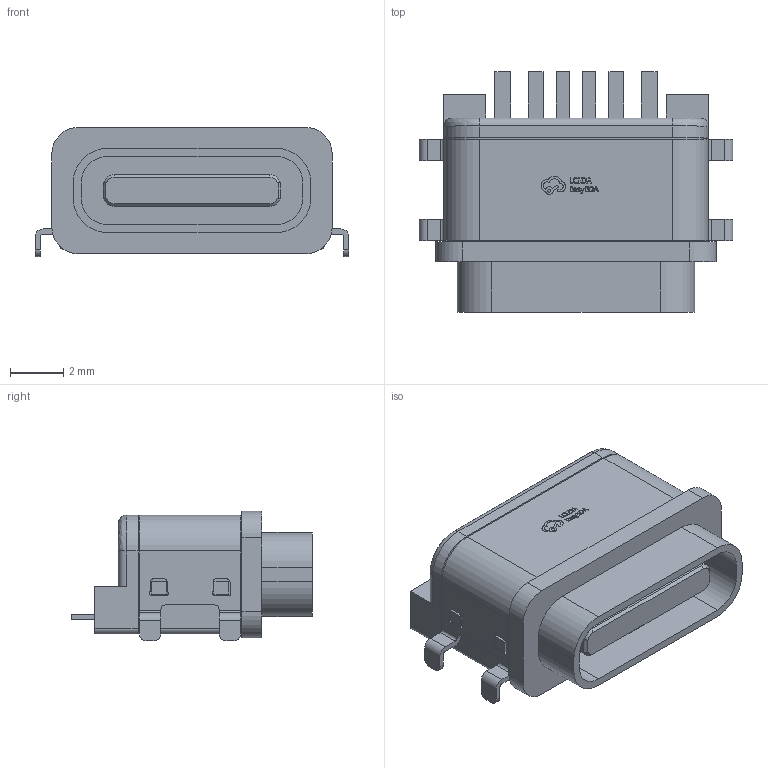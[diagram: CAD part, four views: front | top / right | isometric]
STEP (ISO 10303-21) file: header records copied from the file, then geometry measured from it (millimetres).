
FILE_DESCRIPTION (( 'STEP AP214' ), '1' );
FILE_NAME ('TYPE-C-SMD_XKB_U262-061N-4BF711.step', '2022-07-29T08:51:30', ( '' ), ( '' ), 'SwSTEP 2.0', 'SolidWorks 2020', '' );
FILE_SCHEMA (( 'AUTOMOTIVE_DESIGN' ));
Length unit declared in the file: millimetre
Products named in the file (1): TYPE-C-SMD_XKB_U262-061N-4BF711
Bounding box: 11.8 x 9.05 x 4.86 mm (x, y, z)
Volume: 241.7 mm3; surface area: 480.2 mm2
Topology: 1 solids, 1 shells, 514 faces, 1396 edges, 928 vertices
Faces by surface type: plane 317, bspline 114, cylinder 79, cone 4
Entity records: 22397 total; most frequent: CARTESIAN_POINT 4991, ORIENTED_EDGE 2792, DIRECTION 2126, EDGE_CURVE 1396, LINE 1000, VECTOR 1000, VERTEX_POINT 928, AXIS2_PLACEMENT_3D 563
